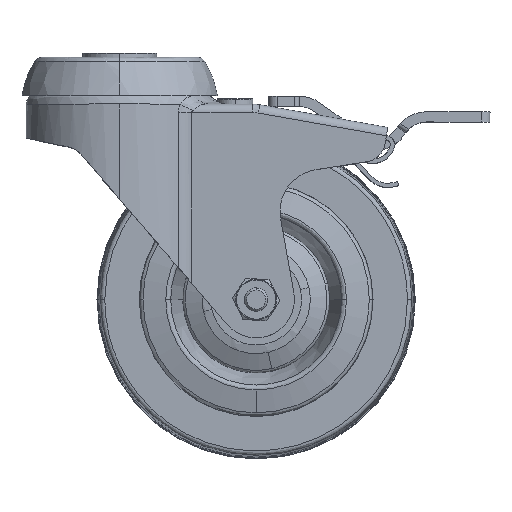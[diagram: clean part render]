
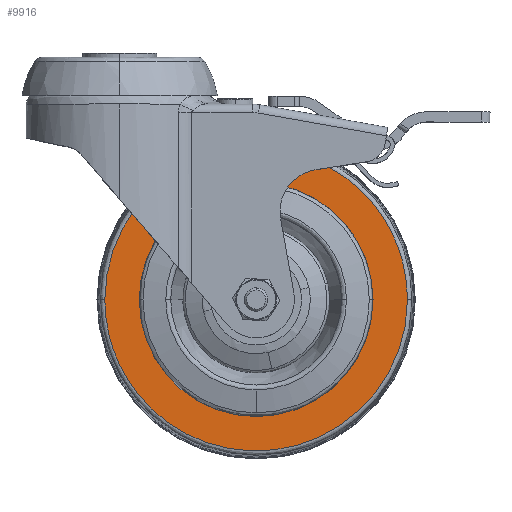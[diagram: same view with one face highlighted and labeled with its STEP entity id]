
A CAD part, top view. The second image highlights one B-rep face of the part: STEP entity #9916.
In plain terms, the highlighted planar face has unit normal (0, 0, 1).
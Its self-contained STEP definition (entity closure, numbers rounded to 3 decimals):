
#372 = CARTESIAN_POINT ( 'NONE',  ( 35.594, 0., 10.1 ) ) ;
#438 =( BOUNDED_CURVE ( )  B_SPLINE_CURVE ( 3, ( #10483, #4081, #2797, #14549 ),
 .UNSPECIFIED., .F., .F. ) 
 B_SPLINE_CURVE_WITH_KNOTS ( ( 4, 4 ),
 ( 0., 1. ),
 .UNSPECIFIED. ) 
 CURVE ( )  GEOMETRIC_REPRESENTATION_ITEM ( )  RATIONAL_B_SPLINE_CURVE ( ( 1., 0.333, 0.333, 1. ) ) 
 REPRESENTATION_ITEM ( '' )  );
#613 = CARTESIAN_POINT ( 'NONE',  ( -35.594, -71.188, 10.1 ) ) ;
#1541 = DIRECTION ( 'NONE',  ( 1., 0., 0. ) ) ;
#1818 = ORIENTED_EDGE ( 'NONE', *, *, #3233, .T. ) ;
#2034 = CARTESIAN_POINT ( 'NONE',  ( 0., 0., 10.1 ) ) ;
#2797 = CARTESIAN_POINT ( 'NONE',  ( 35.594, 71.188, 10.1 ) ) ;
#2922 = CARTESIAN_POINT ( 'NONE',  ( -35.594, 0., 10.1 ) ) ;
#3210 = VERTEX_POINT ( 'NONE', #15841 ) ;
#3233 = EDGE_CURVE ( 'NONE', #7052, #16074, #7948, .T. ) ;
#4081 = CARTESIAN_POINT ( 'NONE',  ( -35.594, 71.188, 10.1 ) ) ;
#4356 = CARTESIAN_POINT ( 'NONE',  ( 0., 0., 10.1 ) ) ;
#4679 = ORIENTED_EDGE ( 'NONE', *, *, #5756, .T. ) ;
#4782 = CARTESIAN_POINT ( 'NONE',  ( 0., 36.5, 10.1 ) ) ;
#4833 = EDGE_CURVE ( 'NONE', #13820, #3210, #438, .T. ) ;
#5339 = EDGE_CURVE ( 'NONE', #3210, #13820, #6753, .T. ) ;
#5756 = EDGE_CURVE ( 'NONE', #16074, #7052, #16198, .T. ) ;
#5908 = CARTESIAN_POINT ( 'NONE',  ( 27.5, 0., 10.1 ) ) ;
#6632 = CARTESIAN_POINT ( 'NONE',  ( -27.5, 0., 10.1 ) ) ;
#6753 =( BOUNDED_CURVE ( )  B_SPLINE_CURVE ( 3, ( #372, #12292, #613, #2922 ),
 .UNSPECIFIED., .F., .F. ) 
 B_SPLINE_CURVE_WITH_KNOTS ( ( 4, 4 ),
 ( 0., 1. ),
 .UNSPECIFIED. ) 
 CURVE ( )  GEOMETRIC_REPRESENTATION_ITEM ( )  RATIONAL_B_SPLINE_CURVE ( ( 1., 0.333, 0.333, 1. ) ) 
 REPRESENTATION_ITEM ( '' )  );
#7052 = VERTEX_POINT ( 'NONE', #6632 ) ;
#7948 = CIRCLE ( 'NONE', #11754, 27.5 ) ;
#8110 = DIRECTION ( 'NONE',  ( 0., 0., -1. ) ) ;
#8874 = AXIS2_PLACEMENT_3D ( 'NONE', #2034, #16418, #9973 ) ;
#8967 = FACE_BOUND ( 'NONE', #14978, .T. ) ;
#9916 = ADVANCED_FACE ( 'NONE', ( #8967, #13986 ), #12974, .F. ) ;
#9973 = DIRECTION ( 'NONE',  ( 1., 0., 0. ) ) ;
#10483 = CARTESIAN_POINT ( 'NONE',  ( -35.594, 0., 10.1 ) ) ;
#11030 = AXIS2_PLACEMENT_3D ( 'NONE', #4782, #15172, #13906 ) ;
#11754 = AXIS2_PLACEMENT_3D ( 'NONE', #4356, #8110, #1541 ) ;
#12292 = CARTESIAN_POINT ( 'NONE',  ( 35.594, -71.188, 10.1 ) ) ;
#12588 = CARTESIAN_POINT ( 'NONE',  ( -35.594, 0., 10.1 ) ) ;
#12821 = ORIENTED_EDGE ( 'NONE', *, *, #4833, .F. ) ;
#12974 = PLANE ( 'NONE',  #11030 ) ;
#13820 = VERTEX_POINT ( 'NONE', #12588 ) ;
#13906 = DIRECTION ( 'NONE',  ( -1., 0., 0. ) ) ;
#13986 = FACE_OUTER_BOUND ( 'NONE', #14479, .T. ) ;
#14479 = EDGE_LOOP ( 'NONE', ( #12821, #16800 ) ) ;
#14549 = CARTESIAN_POINT ( 'NONE',  ( 35.594, 0., 10.1 ) ) ;
#14978 = EDGE_LOOP ( 'NONE', ( #4679, #1818 ) ) ;
#15172 = DIRECTION ( 'NONE',  ( 0., 0., -1. ) ) ;
#15841 = CARTESIAN_POINT ( 'NONE',  ( 35.594, 0., 10.1 ) ) ;
#16074 = VERTEX_POINT ( 'NONE', #5908 ) ;
#16198 = CIRCLE ( 'NONE', #8874, 27.5 ) ;
#16418 = DIRECTION ( 'NONE',  ( 0., 0., -1. ) ) ;
#16800 = ORIENTED_EDGE ( 'NONE', *, *, #5339, .F. ) ;
